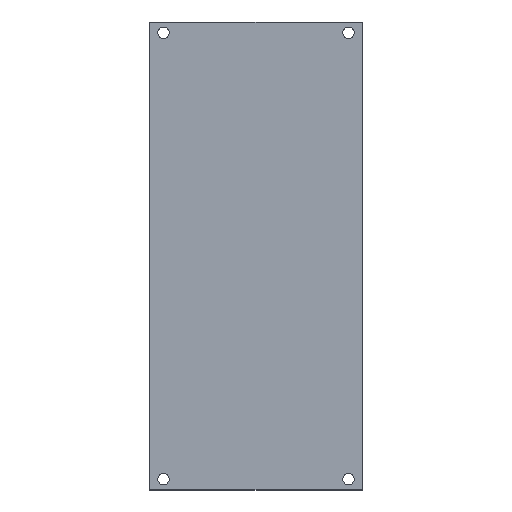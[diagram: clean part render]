
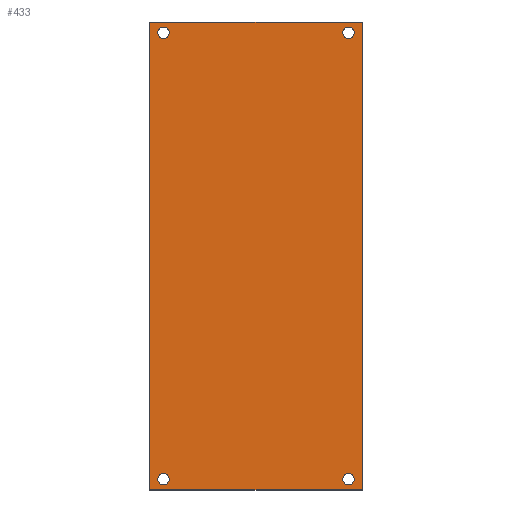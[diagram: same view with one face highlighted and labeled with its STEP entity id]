
A CAD part, top view. The second image highlights one B-rep face of the part: STEP entity #433.
In plain terms, the highlighted planar face has unit normal (0, 0, 1).
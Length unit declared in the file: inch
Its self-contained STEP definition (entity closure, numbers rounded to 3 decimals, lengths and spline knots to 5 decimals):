
#14 = DIRECTION ( 'NONE',  ( 0., 0., 1. ) ) ;
#17 = DIRECTION ( 'NONE',  ( 0., 1., 0. ) ) ;
#18 = DIRECTION ( 'NONE',  ( -1., 0., 0. ) ) ;
#19 = DIRECTION ( 'NONE',  ( 1., 0., 0. ) ) ;
#20 = FACE_BOUND ( 'NONE', #326, .T. ) ;
#22 = AXIS2_PLACEMENT_3D ( 'NONE', #218, #411, #215 ) ;
#36 = EDGE_CURVE ( 'NONE', #118, #364, #335, .T. ) ;
#44 = AXIS2_PLACEMENT_3D ( 'NONE', #341, #339, #475 ) ;
#45 = LINE ( 'NONE', #515, #105 ) ;
#47 = EDGE_CURVE ( 'NONE', #60, #118, #363, .T. ) ;
#60 = VERTEX_POINT ( 'NONE', #123 ) ;
#68 = DIRECTION ( 'NONE',  ( -1., 0., 0. ) ) ;
#79 = DIRECTION ( 'NONE',  ( 0., 0., -1. ) ) ;
#92 = EDGE_LOOP ( 'NONE', ( #486 ) ) ;
#98 = CARTESIAN_POINT ( 'NONE',  ( -2.4375, -5.375, 0.1 ) ) ;
#101 = ORIENTED_EDGE ( 'NONE', *, *, #47, .T. ) ;
#102 = DIRECTION ( 'NONE',  ( 1., 0., 0. ) ) ;
#105 = VECTOR ( 'NONE', #517, 39.37008 ) ;
#112 = CARTESIAN_POINT ( 'NONE',  ( -2.258, 5.125, 0.1 ) ) ;
#118 = VERTEX_POINT ( 'NONE', #393 ) ;
#123 = CARTESIAN_POINT ( 'NONE',  ( 2.4375, -5.375, 0.1 ) ) ;
#124 = CARTESIAN_POINT ( 'NONE',  ( -2.4375, -5.375, 0.1 ) ) ;
#125 = CIRCLE ( 'NONE', #137, 0.1325 ) ;
#131 = FACE_BOUND ( 'NONE', #92, .T. ) ;
#134 = CIRCLE ( 'NONE', #44, 0.1325 ) ;
#137 = AXIS2_PLACEMENT_3D ( 'NONE', #160, #79, #228 ) ;
#147 = CARTESIAN_POINT ( 'NONE',  ( 1.993, -5.125, 0.1 ) ) ;
#160 = CARTESIAN_POINT ( 'NONE',  ( -2.1255, -5.125, 0.1 ) ) ;
#162 = CARTESIAN_POINT ( 'NONE',  ( -2.4375, -5.375, 0.1 ) ) ;
#171 = EDGE_LOOP ( 'NONE', ( #255 ) ) ;
#175 = LINE ( 'NONE', #162, #416 ) ;
#184 = ORIENTED_EDGE ( 'NONE', *, *, #220, .T. ) ;
#193 = CARTESIAN_POINT ( 'NONE',  ( 2.4375, -5.375, 0.1 ) ) ;
#196 = AXIS2_PLACEMENT_3D ( 'NONE', #98, #14, #102 ) ;
#202 = EDGE_LOOP ( 'NONE', ( #101, #298, #311, #453 ) ) ;
#215 = DIRECTION ( 'NONE',  ( -1., 0., 0. ) ) ;
#218 = CARTESIAN_POINT ( 'NONE',  ( 2.1255, -5.125, 0.1 ) ) ;
#220 = EDGE_CURVE ( 'NONE', #443, #443, #125, .T. ) ;
#224 = CARTESIAN_POINT ( 'NONE',  ( -2.1255, 5.125, 0.1 ) ) ;
#227 = CARTESIAN_POINT ( 'NONE',  ( -2.258, -5.125, 0.1 ) ) ;
#228 = DIRECTION ( 'NONE',  ( -1., 0., 0. ) ) ;
#233 = EDGE_CURVE ( 'NONE', #364, #284, #45, .T. ) ;
#235 = CIRCLE ( 'NONE', #22, 0.1325 ) ;
#241 = EDGE_CURVE ( 'NONE', #317, #317, #134, .T. ) ;
#253 = FACE_OUTER_BOUND ( 'NONE', #202, .T. ) ;
#255 = ORIENTED_EDGE ( 'NONE', *, *, #485, .T. ) ;
#257 = VECTOR ( 'NONE', #17, 39.37008 ) ;
#259 = CARTESIAN_POINT ( 'NONE',  ( -2.4375, 5.375, 0.1 ) ) ;
#270 = CARTESIAN_POINT ( 'NONE',  ( 1.993, 5.125, 0.1 ) ) ;
#284 = VERTEX_POINT ( 'NONE', #124 ) ;
#298 = ORIENTED_EDGE ( 'NONE', *, *, #36, .T. ) ;
#310 = DIRECTION ( 'NONE',  ( 0., 0., -1. ) ) ;
#311 = ORIENTED_EDGE ( 'NONE', *, *, #233, .T. ) ;
#317 = VERTEX_POINT ( 'NONE', #270 ) ;
#324 = EDGE_CURVE ( 'NONE', #284, #60, #175, .T. ) ;
#326 = EDGE_LOOP ( 'NONE', ( #490 ) ) ;
#329 = VERTEX_POINT ( 'NONE', #112 ) ;
#335 = LINE ( 'NONE', #259, #461 ) ;
#337 = FACE_BOUND ( 'NONE', #403, .T. ) ;
#339 = DIRECTION ( 'NONE',  ( 0., 0., -1. ) ) ;
#341 = CARTESIAN_POINT ( 'NONE',  ( 2.1255, 5.125, 0.1 ) ) ;
#343 = AXIS2_PLACEMENT_3D ( 'NONE', #224, #310, #18 ) ;
#363 = LINE ( 'NONE', #193, #257 ) ;
#364 = VERTEX_POINT ( 'NONE', #520 ) ;
#393 = CARTESIAN_POINT ( 'NONE',  ( 2.4375, 5.375, 0.1 ) ) ;
#395 = CIRCLE ( 'NONE', #343, 0.1325 ) ;
#403 = EDGE_LOOP ( 'NONE', ( #184 ) ) ;
#405 = VERTEX_POINT ( 'NONE', #147 ) ;
#411 = DIRECTION ( 'NONE',  ( 0., 0., -1. ) ) ;
#413 = PLANE ( 'NONE',  #196 ) ;
#416 = VECTOR ( 'NONE', #19, 39.37008 ) ;
#429 = EDGE_CURVE ( 'NONE', #405, #405, #235, .T. ) ;
#433 = ADVANCED_FACE ( 'NONE', ( #253, #450, #20, #131, #337 ), #413, .T. ) ;
#443 = VERTEX_POINT ( 'NONE', #227 ) ;
#450 = FACE_BOUND ( 'NONE', #171, .T. ) ;
#453 = ORIENTED_EDGE ( 'NONE', *, *, #324, .T. ) ;
#461 = VECTOR ( 'NONE', #68, 39.37008 ) ;
#475 = DIRECTION ( 'NONE',  ( -1., 0., 0. ) ) ;
#485 = EDGE_CURVE ( 'NONE', #329, #329, #395, .T. ) ;
#486 = ORIENTED_EDGE ( 'NONE', *, *, #429, .T. ) ;
#490 = ORIENTED_EDGE ( 'NONE', *, *, #241, .T. ) ;
#515 = CARTESIAN_POINT ( 'NONE',  ( -2.4375, -5.375, 0.1 ) ) ;
#517 = DIRECTION ( 'NONE',  ( 0., -1., 0. ) ) ;
#520 = CARTESIAN_POINT ( 'NONE',  ( -2.4375, 5.375, 0.1 ) ) ;
